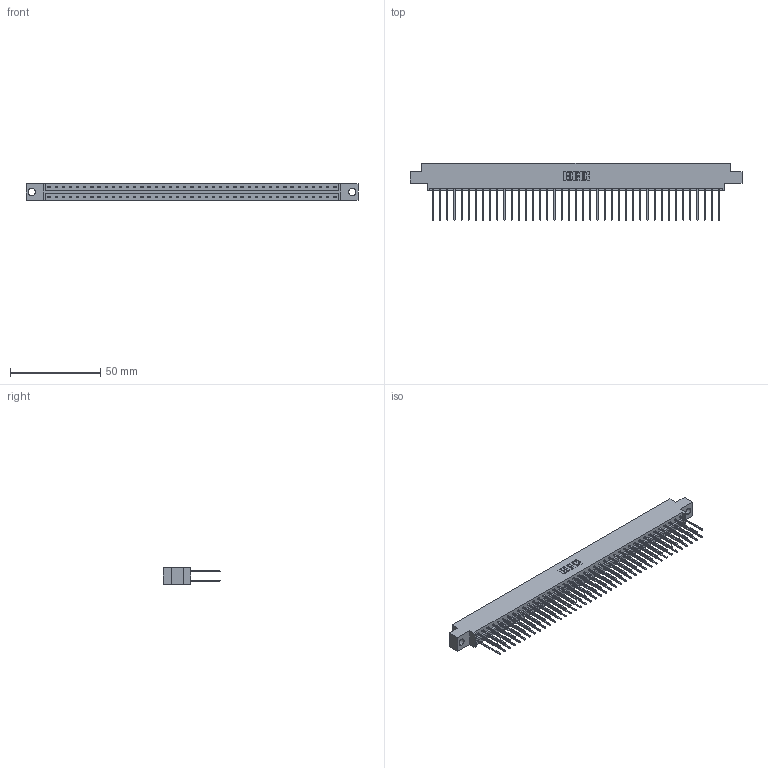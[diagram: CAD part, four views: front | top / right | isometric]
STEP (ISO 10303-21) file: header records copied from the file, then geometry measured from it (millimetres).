
FILE_DESCRIPTION (( 'STEP AP203' ), '1' );
FILE_NAME ('833-082-542-804.STEP', '2020-06-05T23:51:39', ( '' ), ( '' ), 'SwSTEP 2.0', 'SolidWorks 2020', '' );
FILE_SCHEMA (( 'CONFIG_CONTROL_DESIGN' ));
Length unit declared in the file: inch
Products named in the file (3): 833 Part_Offset - .156 Dia - TH; 345-292-001_345-293-142; 833-082-542-804
Assembly tree (83 placements, depth 2):
  833-082-542-804
    833 Part_Offset - .156 Dia - TH
    345-292-001_345-293-142  x82
Bounding box: 184 x 31.63 x 9.4 mm (x, y, z)
Volume: 18842.4 mm3; surface area: 24177.2 mm2
Topology: 83 solids, 83 shells, 4382 faces, 13033 edges, 8578 vertices
Faces by surface type: plane 3026, cylinder 1356
Entity records: 26659 total; most frequent: CARTESIAN_POINT 4422, ORIENTED_EDGE 4358, DIRECTION 3779, EDGE_CURVE 2179, LINE 2051, VECTOR 2051, VERTEX_POINT 1450, AXIS2_PLACEMENT_3D 864
